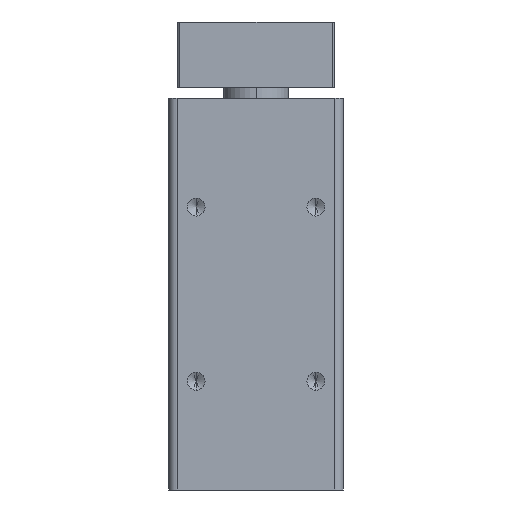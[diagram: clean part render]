
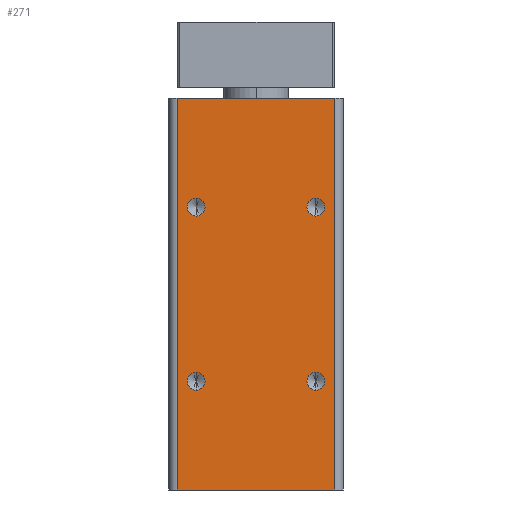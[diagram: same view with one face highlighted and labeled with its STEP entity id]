
A CAD part, left-side view. The second image highlights one B-rep face of the part: STEP entity #271.
In plain terms, the highlighted planar face has unit normal (-1, 0, 0).
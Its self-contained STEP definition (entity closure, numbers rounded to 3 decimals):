
#51 = ORIENTED_EDGE ( 'NONE', *, *, #73, .F. ) ;
#52 = EDGE_LOOP ( 'NONE', ( #283, #310 ) ) ;
#53 = ORIENTED_EDGE ( 'NONE', *, *, #981, .F. ) ;
#55 = EDGE_LOOP ( 'NONE', ( #282, #273 ) ) ;
#66 = EDGE_CURVE ( 'NONE', #293, #68, #2551, .T. ) ;
#68 = VERTEX_POINT ( 'NONE', #2541 ) ;
#73 = EDGE_CURVE ( 'NONE', #982, #979, #2531, .T. ) ;
#269 = VERTEX_POINT ( 'NONE', #2863 ) ;
#270 = ORIENTED_EDGE ( 'NONE', *, *, #276, .F. ) ;
#271 = ADVANCED_FACE ( 'NONE', ( #2862, #2866, #2865, #2864, #2930 ), #2929, .T. ) ;
#273 = ORIENTED_EDGE ( 'NONE', *, *, #940, .F. ) ;
#274 = EDGE_CURVE ( 'NONE', #269, #68, #2920, .T. ) ;
#275 = ORIENTED_EDGE ( 'NONE', *, *, #274, .F. ) ;
#276 = EDGE_CURVE ( 'NONE', #280, #269, #2916, .T. ) ;
#277 = EDGE_CURVE ( 'NONE', #822, #854, #2912, .T. ) ;
#278 = EDGE_CURVE ( 'NONE', #933, #931, #2907, .T. ) ;
#279 = EDGE_LOOP ( 'NONE', ( #275, #270, #297, #287 ) ) ;
#280 = VERTEX_POINT ( 'NONE', #2902 ) ;
#281 = ORIENTED_EDGE ( 'NONE', *, *, #876, .F. ) ;
#282 = ORIENTED_EDGE ( 'NONE', *, *, #278, .F. ) ;
#283 = ORIENTED_EDGE ( 'NONE', *, *, #277, .F. ) ;
#287 = ORIENTED_EDGE ( 'NONE', *, *, #66, .T. ) ;
#292 = EDGE_CURVE ( 'NONE', #280, #293, #2952, .T. ) ;
#293 = VERTEX_POINT ( 'NONE', #2944 ) ;
#297 = ORIENTED_EDGE ( 'NONE', *, *, #292, .T. ) ;
#301 = EDGE_LOOP ( 'NONE', ( #325, #281 ) ) ;
#310 = ORIENTED_EDGE ( 'NONE', *, *, #905, .F. ) ;
#312 = EDGE_LOOP ( 'NONE', ( #51, #53 ) ) ;
#324 = EDGE_CURVE ( 'NONE', #877, #985, #2970, .T. ) ;
#325 = ORIENTED_EDGE ( 'NONE', *, *, #324, .F. ) ;
#822 = VERTEX_POINT ( 'NONE', #3770 ) ;
#854 = VERTEX_POINT ( 'NONE', #3886 ) ;
#876 = EDGE_CURVE ( 'NONE', #985, #877, #3924, .T. ) ;
#877 = VERTEX_POINT ( 'NONE', #3919 ) ;
#905 = EDGE_CURVE ( 'NONE', #854, #822, #3940, .T. ) ;
#931 = VERTEX_POINT ( 'NONE', #4011 ) ;
#933 = VERTEX_POINT ( 'NONE', #4010 ) ;
#940 = EDGE_CURVE ( 'NONE', #931, #933, #3995, .T. ) ;
#979 = VERTEX_POINT ( 'NONE', #4116 ) ;
#981 = EDGE_CURVE ( 'NONE', #979, #982, #4115, .T. ) ;
#982 = VERTEX_POINT ( 'NONE', #4110 ) ;
#985 = VERTEX_POINT ( 'NONE', #4103 ) ;
#2527 = DIRECTION ( 'NONE',  ( 0., 0., 1. ) ) ;
#2528 = DIRECTION ( 'NONE',  ( -1., 0., 0. ) ) ;
#2529 = CARTESIAN_POINT ( 'NONE',  ( -41., 5., -20. ) ) ;
#2530 = AXIS2_PLACEMENT_3D ( 'NONE', #2529, #2528, #2527 ) ;
#2531 = CIRCLE ( 'NONE', #2530, 1.65 ) ;
#2541 = CARTESIAN_POINT ( 'NONE',  ( -41., 1.5, 0. ) ) ;
#2548 = DIRECTION ( 'NONE',  ( 0., 0., 1. ) ) ;
#2549 = VECTOR ( 'NONE', #2548, 1000. ) ;
#2550 = CARTESIAN_POINT ( 'NONE',  ( -41., 1.5, -72. ) ) ;
#2551 = LINE ( 'NONE', #2550, #2549 ) ;
#2862 = FACE_BOUND ( 'NONE', #52, .T. ) ;
#2863 = CARTESIAN_POINT ( 'NONE',  ( -41., 30.5, 0. ) ) ;
#2864 = FACE_BOUND ( 'NONE', #55, .T. ) ;
#2865 = FACE_BOUND ( 'NONE', #312, .T. ) ;
#2866 = FACE_BOUND ( 'NONE', #301, .T. ) ;
#2902 = CARTESIAN_POINT ( 'NONE',  ( -41., 30.5, -72. ) ) ;
#2903 = DIRECTION ( 'NONE',  ( 0., 0., 1. ) ) ;
#2904 = DIRECTION ( 'NONE',  ( -1., 0., 0. ) ) ;
#2905 = CARTESIAN_POINT ( 'NONE',  ( -41., 5., -52. ) ) ;
#2906 = AXIS2_PLACEMENT_3D ( 'NONE', #2905, #2904, #2903 ) ;
#2907 = CIRCLE ( 'NONE', #2906, 1.65 ) ;
#2908 = DIRECTION ( 'NONE',  ( 0., 0., 1. ) ) ;
#2909 = DIRECTION ( 'NONE',  ( -1., 0., 0. ) ) ;
#2910 = CARTESIAN_POINT ( 'NONE',  ( -41., 27., -52. ) ) ;
#2911 = AXIS2_PLACEMENT_3D ( 'NONE', #2910, #2909, #2908 ) ;
#2912 = CIRCLE ( 'NONE', #2911, 1.65 ) ;
#2913 = DIRECTION ( 'NONE',  ( 0., 0., 1. ) ) ;
#2914 = VECTOR ( 'NONE', #2913, 1000. ) ;
#2915 = CARTESIAN_POINT ( 'NONE',  ( -41., 30.5, -72. ) ) ;
#2916 = LINE ( 'NONE', #2915, #2914 ) ;
#2917 = DIRECTION ( 'NONE',  ( 0., -1., 0. ) ) ;
#2918 = VECTOR ( 'NONE', #2917, 1000. ) ;
#2919 = CARTESIAN_POINT ( 'NONE',  ( -41., 1.5, 0. ) ) ;
#2920 = LINE ( 'NONE', #2919, #2918 ) ;
#2925 = DIRECTION ( 'NONE',  ( 0., -1., 0. ) ) ;
#2926 = DIRECTION ( 'NONE',  ( -1., 0., 0. ) ) ;
#2927 = CARTESIAN_POINT ( 'NONE',  ( -41., 1.5, -72. ) ) ;
#2928 = AXIS2_PLACEMENT_3D ( 'NONE', #2927, #2926, #2925 ) ;
#2929 = PLANE ( 'NONE',  #2928 ) ;
#2930 = FACE_OUTER_BOUND ( 'NONE', #279, .T. ) ;
#2944 = CARTESIAN_POINT ( 'NONE',  ( -41., 1.5, -72. ) ) ;
#2945 = DIRECTION ( 'NONE',  ( 0., -1., 0. ) ) ;
#2946 = VECTOR ( 'NONE', #2945, 1000. ) ;
#2947 = CARTESIAN_POINT ( 'NONE',  ( -41., 1.5, -72. ) ) ;
#2952 = LINE ( 'NONE', #2947, #2946 ) ;
#2966 = DIRECTION ( 'NONE',  ( 0., 0., 1. ) ) ;
#2967 = DIRECTION ( 'NONE',  ( -1., 0., 0. ) ) ;
#2968 = CARTESIAN_POINT ( 'NONE',  ( -41., 27., -20. ) ) ;
#2969 = AXIS2_PLACEMENT_3D ( 'NONE', #2968, #2967, #2966 ) ;
#2970 = CIRCLE ( 'NONE', #2969, 1.65 ) ;
#3770 = CARTESIAN_POINT ( 'NONE',  ( -41., 27., -50.35 ) ) ;
#3886 = CARTESIAN_POINT ( 'NONE',  ( -41., 27., -53.65 ) ) ;
#3919 = CARTESIAN_POINT ( 'NONE',  ( -41., 27., -18.35 ) ) ;
#3920 = DIRECTION ( 'NONE',  ( 0., 0., 1. ) ) ;
#3921 = DIRECTION ( 'NONE',  ( -1., 0., 0. ) ) ;
#3922 = CARTESIAN_POINT ( 'NONE',  ( -41., 27., -20. ) ) ;
#3923 = AXIS2_PLACEMENT_3D ( 'NONE', #3922, #3921, #3920 ) ;
#3924 = CIRCLE ( 'NONE', #3923, 1.65 ) ;
#3936 = DIRECTION ( 'NONE',  ( 0., 0., 1. ) ) ;
#3937 = DIRECTION ( 'NONE',  ( -1., 0., 0. ) ) ;
#3938 = CARTESIAN_POINT ( 'NONE',  ( -41., 27., -52. ) ) ;
#3939 = AXIS2_PLACEMENT_3D ( 'NONE', #3938, #3937, #3936 ) ;
#3940 = CIRCLE ( 'NONE', #3939, 1.65 ) ;
#3991 = DIRECTION ( 'NONE',  ( 0., 0., 1. ) ) ;
#3992 = DIRECTION ( 'NONE',  ( -1., 0., 0. ) ) ;
#3993 = CARTESIAN_POINT ( 'NONE',  ( -41., 5., -52. ) ) ;
#3994 = AXIS2_PLACEMENT_3D ( 'NONE', #3993, #3992, #3991 ) ;
#3995 = CIRCLE ( 'NONE', #3994, 1.65 ) ;
#4010 = CARTESIAN_POINT ( 'NONE',  ( -41., 5., -50.35 ) ) ;
#4011 = CARTESIAN_POINT ( 'NONE',  ( -41., 5., -53.65 ) ) ;
#4103 = CARTESIAN_POINT ( 'NONE',  ( -41., 27., -21.65 ) ) ;
#4110 = CARTESIAN_POINT ( 'NONE',  ( -41., 5., -18.35 ) ) ;
#4111 = DIRECTION ( 'NONE',  ( 0., 0., 1. ) ) ;
#4112 = DIRECTION ( 'NONE',  ( -1., 0., 0. ) ) ;
#4113 = CARTESIAN_POINT ( 'NONE',  ( -41., 5., -20. ) ) ;
#4114 = AXIS2_PLACEMENT_3D ( 'NONE', #4113, #4112, #4111 ) ;
#4115 = CIRCLE ( 'NONE', #4114, 1.65 ) ;
#4116 = CARTESIAN_POINT ( 'NONE',  ( -41., 5., -21.65 ) ) ;
